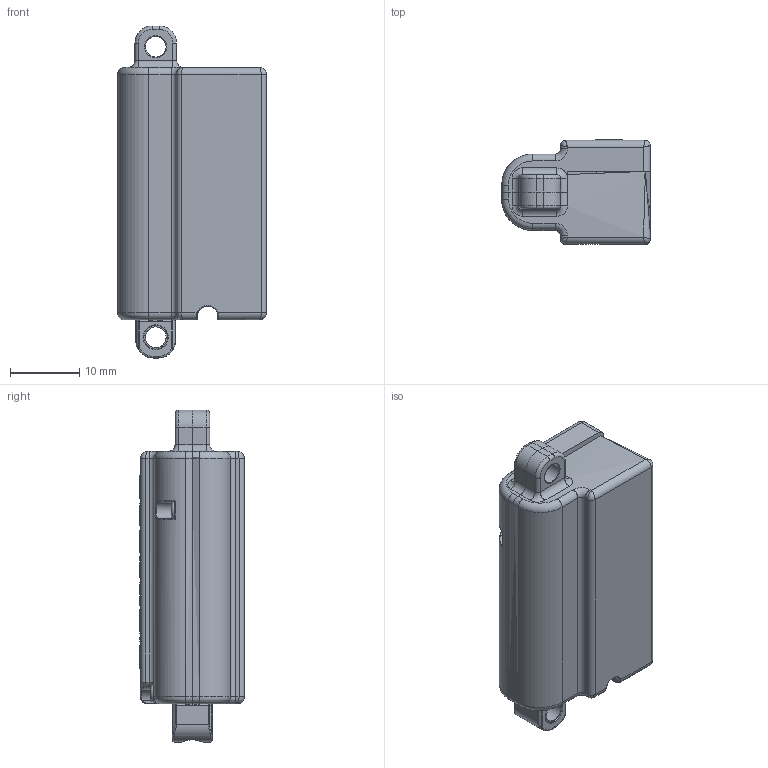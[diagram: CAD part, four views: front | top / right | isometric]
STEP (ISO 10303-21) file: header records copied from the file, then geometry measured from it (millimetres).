
FILE_DESCRIPTION (( 'STEP AP203' ), '1' );
FILE_NAME ('20-019404.step', '2022-03-22T13:18:22', ( '' ), ( '' ), 'SwSTEP 2.0', 'SolidWorks 2021', '' );
FILE_SCHEMA (( 'CONFIG_CONTROL_DESIGN' ));
Length unit declared in the file: millimetre
Products named in the file (1): 20-019404
Bounding box: 21.5 x 15.1 x 48.01 mm (x, y, z)
Surface area: 6903.1 mm2 (no closed solid volume)
Topology: 0 solids, 6 shells, 801 faces, 2025 edges, 1222 vertices
Faces by surface type: plane 354, cylinder 248, torus 126, bspline 55, sphere 16, cone 2
Entity records: 30948 total; most frequent: CARTESIAN_POINT 16289, ORIENTED_EDGE 3937, EDGE_CURVE 2012, B_SPLINE_CURVE_WITH_KNOTS 1944, DIRECTION 1498, VERTEX_POINT 1222, EDGE_LOOP 829, FACE_OUTER_BOUND 801
